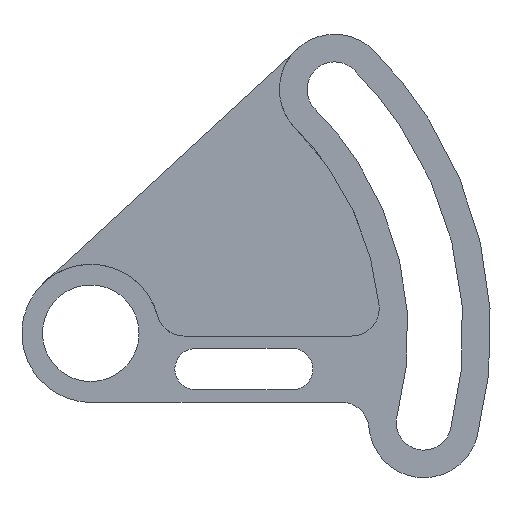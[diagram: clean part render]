
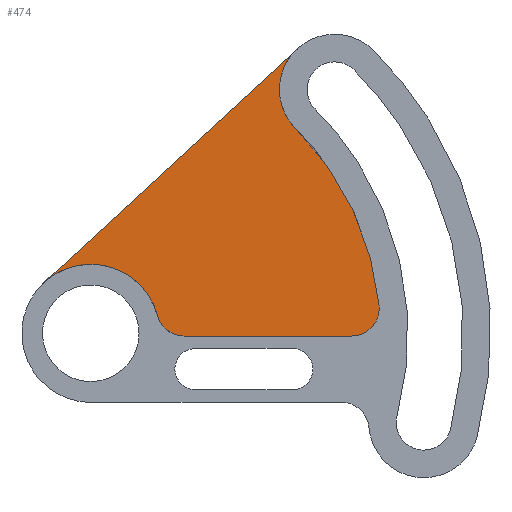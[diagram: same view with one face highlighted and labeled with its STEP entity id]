
A CAD part, front view. The second image highlights one B-rep face of the part: STEP entity #474.
In plain terms, the highlighted free-form (B-spline) face has degree [1, 1] with [2, 2] control points.
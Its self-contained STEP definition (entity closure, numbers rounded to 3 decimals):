
#41 = VERTEX_POINT('',#42);
#42 = CARTESIAN_POINT('',(23.138,-3.831,6.157
    ));
#47 = EDGE_CURVE('',#48,#41,#50,.T.);
#48 = VERTEX_POINT('',#49);
#49 = CARTESIAN_POINT('',(-16.24,-3.831,
    17.594));
#50 = ( BOUNDED_CURVE() B_SPLINE_CURVE(2,(#51,#52,#53),.UNSPECIFIED.,.F.
,.F.) B_SPLINE_CURVE_WITH_KNOTS((3,3),(3.967,6.023),
.PIECEWISE_BEZIER_KNOTS.) CURVE() GEOMETRIC_REPRESENTATION_ITEM() 
RATIONAL_B_SPLINE_CURVE((1.,0.516,1.)) REPRESENTATION_ITEM('') 
  );
#51 = CARTESIAN_POINT('',(-16.24,-3.831,17.594
    ));
#52 = CARTESIAN_POINT('',(12.93,-3.831,
    44.518));
#53 = CARTESIAN_POINT('',(23.138,-3.831,6.157
    ));
#454 = VERTEX_POINT('',#455);
#455 = CARTESIAN_POINT('',(32.393,-3.831,
    -0.958));
#462 = EDGE_CURVE('',#454,#41,#463,.T.);
#463 = ( BOUNDED_CURVE() B_SPLINE_CURVE(2,(#464,#465,#466),
.UNSPECIFIED.,.F.,.F.) B_SPLINE_CURVE_WITH_KNOTS((3,3),(1.571,
2.882),.PIECEWISE_BEZIER_KNOTS.) CURVE() 
GEOMETRIC_REPRESENTATION_ITEM() RATIONAL_B_SPLINE_CURVE((1.,
0.793,1.)) REPRESENTATION_ITEM('') );
#464 = CARTESIAN_POINT('',(32.393,-3.831,
    -0.958));
#465 = CARTESIAN_POINT('',(25.031,-3.831,
    -0.958));
#466 = CARTESIAN_POINT('',(23.138,-3.831,
    6.157));
#474 = ADVANCED_FACE('',(#475),#515,.F.);
#475 = FACE_BOUND('',#476,.F.);
#476 = EDGE_LOOP('',(#477,#478,#485,#493,#501,#509,#514));
#477 = ORIENTED_EDGE('',*,*,#47,.F.);
#478 = ORIENTED_EDGE('',*,*,#479,.T.);
#479 = EDGE_CURVE('',#48,#480,#482,.T.);
#480 = VERTEX_POINT('',#481);
#481 = CARTESIAN_POINT('',(71.66,-3.831,
    98.727));
#482 = B_SPLINE_CURVE_WITH_KNOTS('',1,(#483,#484),.UNSPECIFIED.,.F.,.F.,
  (2,2),(0.,124.9),.PIECEWISE_BEZIER_KNOTS.);
#483 = CARTESIAN_POINT('',(-16.24,-3.831,
    17.594));
#484 = CARTESIAN_POINT('',(71.66,-3.831,
    98.727));
#485 = ORIENTED_EDGE('',*,*,#486,.F.);
#486 = EDGE_CURVE('',#487,#480,#489,.T.);
#487 = VERTEX_POINT('',#488);
#488 = CARTESIAN_POINT('',(71.107,-3.831,
    71.107));
#489 = ( BOUNDED_CURVE() B_SPLINE_CURVE(2,(#490,#491,#492),
.UNSPECIFIED.,.F.,.F.) B_SPLINE_CURVE_WITH_KNOTS((3,3),(2.356,
3.967),.PIECEWISE_BEZIER_KNOTS.) CURVE() 
GEOMETRIC_REPRESENTATION_ITEM() RATIONAL_B_SPLINE_CURVE((1.,
0.693,1.)) REPRESENTATION_ITEM('') );
#490 = CARTESIAN_POINT('',(71.107,-3.831,
    71.107));
#491 = CARTESIAN_POINT('',(57.01,-3.831,
    85.205));
#492 = CARTESIAN_POINT('',(71.66,-3.831,
    98.727));
#493 = ORIENTED_EDGE('',*,*,#494,.T.);
#494 = EDGE_CURVE('',#487,#495,#497,.T.);
#495 = VERTEX_POINT('',#496);
#496 = CARTESIAN_POINT('',(100.109,-3.831,
    9.527));
#497 = ( BOUNDED_CURVE() B_SPLINE_CURVE(2,(#498,#499,#500),
.UNSPECIFIED.,.F.,.F.) B_SPLINE_CURVE_WITH_KNOTS((3,3),(5.498,
6.188),.PIECEWISE_BEZIER_KNOTS.) CURVE() 
GEOMETRIC_REPRESENTATION_ITEM() RATIONAL_B_SPLINE_CURVE((1.,
0.941,1.)) REPRESENTATION_ITEM('') );
#498 = CARTESIAN_POINT('',(71.107,-3.831,
    71.107));
#499 = CARTESIAN_POINT('',(96.682,-3.831,
    45.532));
#500 = CARTESIAN_POINT('',(100.109,-3.831,
    9.527));
#501 = ORIENTED_EDGE('',*,*,#502,.T.);
#502 = EDGE_CURVE('',#495,#503,#505,.T.);
#503 = VERTEX_POINT('',#504);
#504 = CARTESIAN_POINT('',(90.574,-3.831,
    -0.958));
#505 = ( BOUNDED_CURVE() B_SPLINE_CURVE(2,(#506,#507,#508),
.UNSPECIFIED.,.F.,.F.) B_SPLINE_CURVE_WITH_KNOTS((3,3),(6.188,
7.854),.PIECEWISE_BEZIER_KNOTS.) CURVE() 
GEOMETRIC_REPRESENTATION_ITEM() RATIONAL_B_SPLINE_CURVE((1.,
0.673,1.)) REPRESENTATION_ITEM('') );
#506 = CARTESIAN_POINT('',(100.109,-3.831,
    9.527));
#507 = CARTESIAN_POINT('',(101.106,-3.831,
    -0.958));
#508 = CARTESIAN_POINT('',(90.574,-3.831,
    -0.958));
#509 = ORIENTED_EDGE('',*,*,#510,.F.);
#510 = EDGE_CURVE('',#454,#503,#511,.T.);
#511 = B_SPLINE_CURVE_WITH_KNOTS('',1,(#512,#513),.UNSPECIFIED.,.F.,.F.,
  (2,2),(-45.25,15.5),.PIECEWISE_BEZIER_KNOTS.);
#512 = CARTESIAN_POINT('',(32.393,-3.831,
    -0.958));
#513 = CARTESIAN_POINT('',(90.574,-3.831,
    -0.958));
#514 = ORIENTED_EDGE('',*,*,#462,.T.);
#515 = B_SPLINE_SURFACE_WITH_KNOTS('',1,1,(
    (#516,#517)
    ,(#518,#519
    )),.UNSPECIFIED.,.F.,.F.,.F.,(2,2),(2,2),(-33.869,
    70.216),(-80.53,41.),
  .PIECEWISE_BEZIER_KNOTS.);
#516 = CARTESIAN_POINT('',(-16.24,-3.831,
    -0.958));
#517 = CARTESIAN_POINT('',(100.152,-3.831,
    -0.958));
#518 = CARTESIAN_POINT('',(-16.24,-3.831,
    98.727));
#519 = CARTESIAN_POINT('',(100.152,-3.831,
    98.727));
